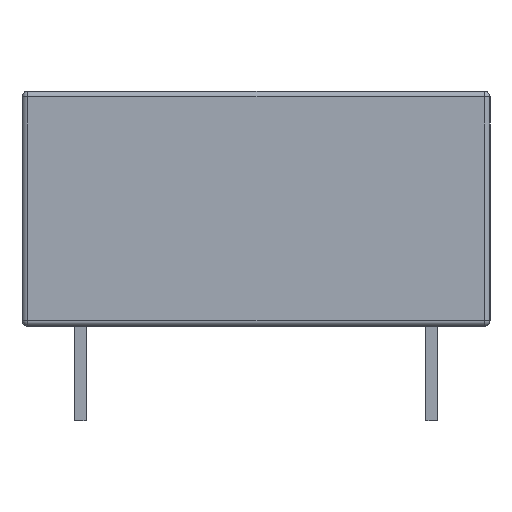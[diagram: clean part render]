
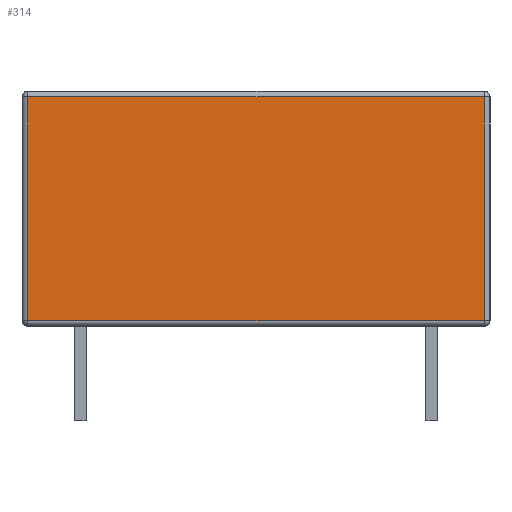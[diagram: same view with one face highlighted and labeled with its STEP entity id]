
A CAD part, left-side view. The second image highlights one B-rep face of the part: STEP entity #314.
In plain terms, the highlighted planar face has unit normal (-1, 0, 0).
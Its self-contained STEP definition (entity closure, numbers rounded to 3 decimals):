
#314 = ADVANCED_FACE( '', ( #826 ), #827, .F. );
#826 = FACE_OUTER_BOUND( '', #1574, .T. );
#827 = PLANE( '', #1575 );
#1574 = EDGE_LOOP( '', ( #2595, #2596, #2597, #2598 ) );
#1575 = AXIS2_PLACEMENT_3D( '', #2599, #2600, #2601 );
#2595 = ORIENTED_EDGE( '', *, *, #5123, .T. );
#2596 = ORIENTED_EDGE( '', *, *, #5124, .T. );
#2597 = ORIENTED_EDGE( '', *, *, #5125, .T. );
#2598 = ORIENTED_EDGE( '', *, *, #5035, .T. );
#2599 = CARTESIAN_POINT( '', ( -16., 10.15, 5.1 ) );
#2600 = DIRECTION( '', ( 1., 0., 0. ) );
#2601 = DIRECTION( '', ( 0., 0., -1. ) );
#5035 = EDGE_CURVE( '', #5869, #5866, #5870, .F. );
#5123 = EDGE_CURVE( '', #5866, #6022, #6023, .F. );
#5124 = EDGE_CURVE( '', #6022, #5906, #6024, .T. );
#5125 = EDGE_CURVE( '', #5906, #5869, #6025, .T. );
#5866 = VERTEX_POINT( '', #7250 );
#5869 = VERTEX_POINT( '', #7253 );
#5870 = LINE( '', #7254, #7255 );
#5906 = VERTEX_POINT( '', #7308 );
#6022 = VERTEX_POINT( '', #7682 );
#6023 = LINE( '', #7683, #7684 );
#6024 = LINE( '', #7685, #7686 );
#6025 = LINE( '', #7687, #7688 );
#7250 = CARTESIAN_POINT( '', ( -16., -9.9, 4.85 ) );
#7253 = CARTESIAN_POINT( '', ( -16., -9.9, -4.85 ) );
#7254 = CARTESIAN_POINT( '', ( -16., -9.9, 5.1 ) );
#7255 = VECTOR( '', #10247, 1000. );
#7308 = CARTESIAN_POINT( '', ( -16., 9.9, -4.85 ) );
#7682 = CARTESIAN_POINT( '', ( -16., 9.9, 4.85 ) );
#7683 = CARTESIAN_POINT( '', ( -16., 10.15, 4.85 ) );
#7684 = VECTOR( '', #10302, 1000. );
#7685 = CARTESIAN_POINT( '', ( -16., 9.9, 5.1 ) );
#7686 = VECTOR( '', #10303, 1000. );
#7687 = CARTESIAN_POINT( '', ( -16., 10.15, -4.85 ) );
#7688 = VECTOR( '', #10304, 1000. );
#10247 = DIRECTION( '', ( 0., 0., -1. ) );
#10302 = DIRECTION( '', ( 0., -1., 0. ) );
#10303 = DIRECTION( '', ( 0., 0., -1. ) );
#10304 = DIRECTION( '', ( 0., -1., 0. ) );
